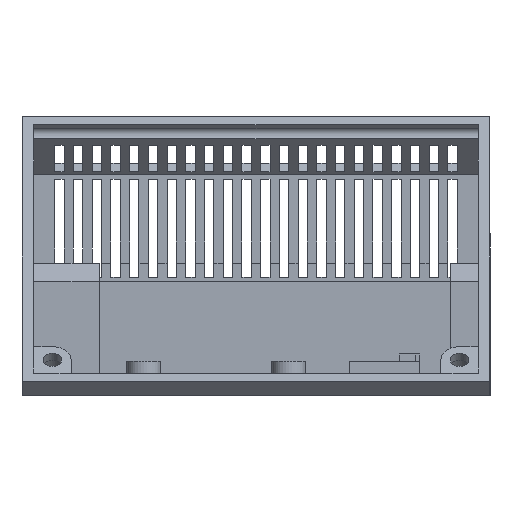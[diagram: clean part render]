
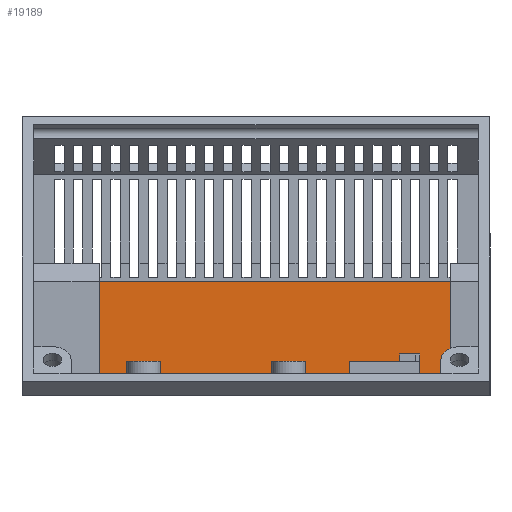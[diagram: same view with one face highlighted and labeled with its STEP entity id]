
A CAD part, front view. The second image highlights one B-rep face of the part: STEP entity #19189.
In plain terms, the highlighted planar face has unit normal (0, -1, 0).
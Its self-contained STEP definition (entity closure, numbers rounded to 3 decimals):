
#6743 = PLANE('',#6744);
#6744 = AXIS2_PLACEMENT_3D('',#6745,#6746,#6747);
#6745 = CARTESIAN_POINT('',(0.,-2.5,48.137));
#6746 = DIRECTION('',(0.,-1.,0.));
#6747 = DIRECTION('',(0.,0.,-1.));
#11841 = PLANE('',#11842);
#11842 = AXIS2_PLACEMENT_3D('',#11843,#11844,#11845);
#11843 = CARTESIAN_POINT('',(-8.5,-2.5,28.25));
#11844 = DIRECTION('',(1.,0.,0.));
#11845 = DIRECTION('',(0.,0.,-1.));
#12121 = PLANE('',#12122);
#12122 = AXIS2_PLACEMENT_3D('',#12123,#12124,#12125);
#12123 = CARTESIAN_POINT('',(-83.5,-2.5,2.5));
#12124 = DIRECTION('',(-1.,0.,0.));
#12125 = DIRECTION('',(0.,0.,1.));
#16951 = VERTEX_POINT('',#16952);
#16952 = CARTESIAN_POINT('',(-83.5,-2.5,24.328));
#17461 = VERTEX_POINT('',#17462);
#17462 = CARTESIAN_POINT('',(-8.5,-2.5,24.328));
#17548 = EDGE_CURVE('',#17461,#16951,#17549,.T.);
#17549 = SURFACE_CURVE('',#17550,(#17554,#17561),.PCURVE_S1.);
#17550 = LINE('',#17551,#17552);
#17551 = CARTESIAN_POINT('',(-2.5,-2.5,24.328));
#17552 = VECTOR('',#17553,1.);
#17553 = DIRECTION('',(-1.,0.,0.));
#17554 = PCURVE('',#6743,#17555);
#17555 = DEFINITIONAL_REPRESENTATION('',(#17556),#17560);
#17556 = LINE('',#17557,#17558);
#17557 = CARTESIAN_POINT('',(23.809,-2.5));
#17558 = VECTOR('',#17559,1.);
#17559 = DIRECTION('',(0.,-1.));
#17560 = ( GEOMETRIC_REPRESENTATION_CONTEXT(2) 
PARAMETRIC_REPRESENTATION_CONTEXT() REPRESENTATION_CONTEXT('2D SPACE',''
  ) );
#17561 = PCURVE('',#17562,#17567);
#17562 = PLANE('',#17563);
#17563 = AXIS2_PLACEMENT_3D('',#17564,#17565,#17566);
#17564 = CARTESIAN_POINT('',(-46.,-2.5,15.375));
#17565 = DIRECTION('',(0.,1.,0.));
#17566 = DIRECTION('',(0.,0.,1.));
#17567 = DEFINITIONAL_REPRESENTATION('',(#17568),#17572);
#17568 = LINE('',#17569,#17570);
#17569 = CARTESIAN_POINT('',(8.953,43.5));
#17570 = VECTOR('',#17571,1.);
#17571 = DIRECTION('',(0.,-1.));
#17572 = ( GEOMETRIC_REPRESENTATION_CONTEXT(2) 
PARAMETRIC_REPRESENTATION_CONTEXT() REPRESENTATION_CONTEXT('2D SPACE',''
  ) );
#18606 = VERTEX_POINT('',#18607);
#18607 = CARTESIAN_POINT('',(-8.5,-2.5,2.5));
#18621 = PLANE('',#18622);
#18622 = AXIS2_PLACEMENT_3D('',#18623,#18624,#18625);
#18623 = CARTESIAN_POINT('',(-8.5,-2.5,2.5));
#18624 = DIRECTION('',(0.,0.,-1.));
#18625 = DIRECTION('',(-1.,0.,0.));
#18633 = EDGE_CURVE('',#17461,#18606,#18634,.T.);
#18634 = SURFACE_CURVE('',#18635,(#18639,#18646),.PCURVE_S1.);
#18635 = LINE('',#18636,#18637);
#18636 = CARTESIAN_POINT('',(-8.5,-2.5,28.25));
#18637 = VECTOR('',#18638,1.);
#18638 = DIRECTION('',(0.,0.,-1.));
#18639 = PCURVE('',#11841,#18640);
#18640 = DEFINITIONAL_REPRESENTATION('',(#18641),#18645);
#18641 = LINE('',#18642,#18643);
#18642 = CARTESIAN_POINT('',(0.,0.));
#18643 = VECTOR('',#18644,1.);
#18644 = DIRECTION('',(1.,0.));
#18645 = ( GEOMETRIC_REPRESENTATION_CONTEXT(2) 
PARAMETRIC_REPRESENTATION_CONTEXT() REPRESENTATION_CONTEXT('2D SPACE',''
  ) );
#18646 = PCURVE('',#17562,#18647);
#18647 = DEFINITIONAL_REPRESENTATION('',(#18648),#18652);
#18648 = LINE('',#18649,#18650);
#18649 = CARTESIAN_POINT('',(12.875,37.5));
#18650 = VECTOR('',#18651,1.);
#18651 = DIRECTION('',(-1.,0.));
#18652 = ( GEOMETRIC_REPRESENTATION_CONTEXT(2) 
PARAMETRIC_REPRESENTATION_CONTEXT() REPRESENTATION_CONTEXT('2D SPACE',''
  ) );
#18686 = EDGE_CURVE('',#18687,#16951,#18689,.T.);
#18687 = VERTEX_POINT('',#18688);
#18688 = CARTESIAN_POINT('',(-83.5,-2.5,2.5));
#18689 = SURFACE_CURVE('',#18690,(#18694,#18701),.PCURVE_S1.);
#18690 = LINE('',#18691,#18692);
#18691 = CARTESIAN_POINT('',(-83.5,-2.5,2.5));
#18692 = VECTOR('',#18693,1.);
#18693 = DIRECTION('',(0.,0.,1.));
#18694 = PCURVE('',#12121,#18695);
#18695 = DEFINITIONAL_REPRESENTATION('',(#18696),#18700);
#18696 = LINE('',#18697,#18698);
#18697 = CARTESIAN_POINT('',(0.,0.));
#18698 = VECTOR('',#18699,1.);
#18699 = DIRECTION('',(1.,0.));
#18700 = ( GEOMETRIC_REPRESENTATION_CONTEXT(2) 
PARAMETRIC_REPRESENTATION_CONTEXT() REPRESENTATION_CONTEXT('2D SPACE',''
  ) );
#18701 = PCURVE('',#17562,#18702);
#18702 = DEFINITIONAL_REPRESENTATION('',(#18703),#18707);
#18703 = LINE('',#18704,#18705);
#18704 = CARTESIAN_POINT('',(-12.875,-37.5));
#18705 = VECTOR('',#18706,1.);
#18706 = DIRECTION('',(1.,0.));
#18707 = ( GEOMETRIC_REPRESENTATION_CONTEXT(2) 
PARAMETRIC_REPRESENTATION_CONTEXT() REPRESENTATION_CONTEXT('2D SPACE',''
  ) );
#19189 = ADVANCED_FACE('',(#19190),#17562,.F.);
#19190 = FACE_BOUND('',#19191,.F.);
#19191 = EDGE_LOOP('',(#19192,#19193,#19194,#19195));
#19192 = ORIENTED_EDGE('',*,*,#18686,.T.);
#19193 = ORIENTED_EDGE('',*,*,#17548,.F.);
#19194 = ORIENTED_EDGE('',*,*,#18633,.T.);
#19195 = ORIENTED_EDGE('',*,*,#19196,.T.);
#19196 = EDGE_CURVE('',#18606,#18687,#19197,.T.);
#19197 = SURFACE_CURVE('',#19198,(#19202,#19209),.PCURVE_S1.);
#19198 = LINE('',#19199,#19200);
#19199 = CARTESIAN_POINT('',(-8.5,-2.5,2.5));
#19200 = VECTOR('',#19201,1.);
#19201 = DIRECTION('',(-1.,0.,0.));
#19202 = PCURVE('',#17562,#19203);
#19203 = DEFINITIONAL_REPRESENTATION('',(#19204),#19208);
#19204 = LINE('',#19205,#19206);
#19205 = CARTESIAN_POINT('',(-12.875,37.5));
#19206 = VECTOR('',#19207,1.);
#19207 = DIRECTION('',(0.,-1.));
#19208 = ( GEOMETRIC_REPRESENTATION_CONTEXT(2) 
PARAMETRIC_REPRESENTATION_CONTEXT() REPRESENTATION_CONTEXT('2D SPACE',''
  ) );
#19209 = PCURVE('',#18621,#19210);
#19210 = DEFINITIONAL_REPRESENTATION('',(#19211),#19215);
#19211 = LINE('',#19212,#19213);
#19212 = CARTESIAN_POINT('',(0.,0.));
#19213 = VECTOR('',#19214,1.);
#19214 = DIRECTION('',(1.,0.));
#19215 = ( GEOMETRIC_REPRESENTATION_CONTEXT(2) 
PARAMETRIC_REPRESENTATION_CONTEXT() REPRESENTATION_CONTEXT('2D SPACE',''
  ) );
